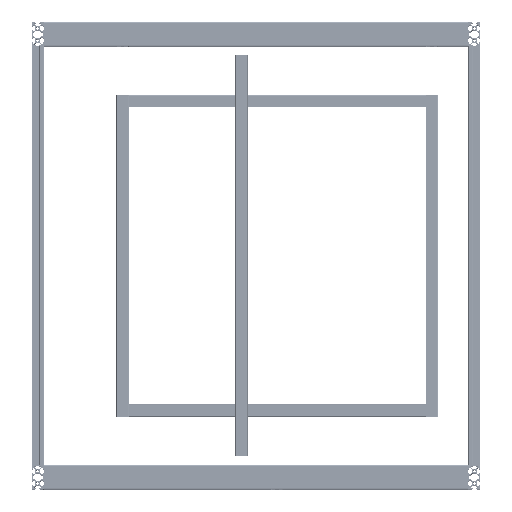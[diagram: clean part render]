
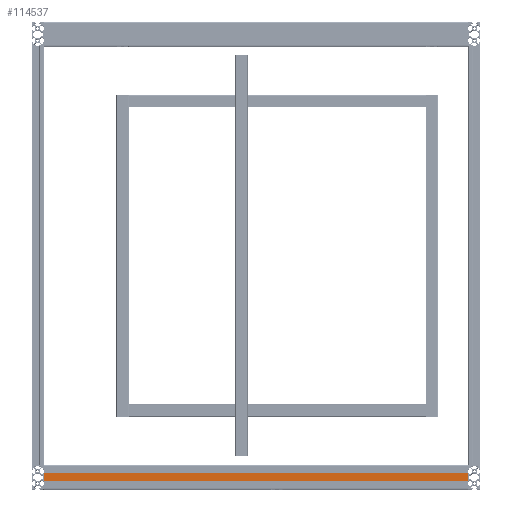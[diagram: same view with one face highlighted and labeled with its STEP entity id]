
A CAD part, top view. The second image highlights one B-rep face of the part: STEP entity #114537.
In plain terms, the highlighted planar face has unit normal (0, 0, 1).
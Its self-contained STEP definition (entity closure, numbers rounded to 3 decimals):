
#2055=PLANE('',#121497);
#6357=FACE_OUTER_BOUND('',#12398,.T.);
#12398=EDGE_LOOP('',(#91784,#91785,#91786,#91787));
#28121=LINE('',#272446,#37902);
#28192=LINE('',#272611,#37973);
#28342=LINE('',#272922,#38123);
#28369=LINE('',#272981,#38150);
#37902=VECTOR('',#137769,10.);
#37973=VECTOR('',#137864,10.);
#38123=VECTOR('',#138178,10.);
#38150=VECTOR('',#138269,10.);
#49014=VERTEX_POINT('',#272443);
#49015=VERTEX_POINT('',#272445);
#49096=VERTEX_POINT('',#272608);
#49097=VERTEX_POINT('',#272610);
#64012=EDGE_CURVE('',#49014,#49015,#28121,.T.);
#64094=EDGE_CURVE('',#49096,#49097,#28192,.F.);
#64254=EDGE_CURVE('',#49014,#49097,#28342,.T.);
#64281=EDGE_CURVE('',#49015,#49096,#28369,.T.);
#91784=ORIENTED_EDGE('',*,*,#64254,.T.);
#91785=ORIENTED_EDGE('',*,*,#64094,.F.);
#91786=ORIENTED_EDGE('',*,*,#64281,.F.);
#91787=ORIENTED_EDGE('',*,*,#64012,.F.);
#114537=ADVANCED_FACE('',(#6357),#2055,.T.);
#121497=AXIS2_PLACEMENT_3D('',#272982,#138270,#138271);
#137769=DIRECTION('',(0.,1.,0.));
#137864=DIRECTION('',(0.,1.,0.));
#138178=DIRECTION('',(1.,0.,0.));
#138269=DIRECTION('',(1.,0.,0.));
#138270=DIRECTION('center_axis',(0.,0.,
1.));
#138271=DIRECTION('ref_axis',(0.,1.,0.));
#272443=CARTESIAN_POINT('',(-385.,-716.447,770.));
#272445=CARTESIAN_POINT('',(-385.,-703.647,770.));
#272446=CARTESIAN_POINT('',(-385.,-713.247,770.));
#272608=CARTESIAN_POINT('',(315.,-703.647,770.));
#272610=CARTESIAN_POINT('',(315.,-716.447,770.));
#272611=CARTESIAN_POINT('',(315.,-713.247,770.));
#272922=CARTESIAN_POINT('',(305.,-716.447,770.));
#272981=CARTESIAN_POINT('',(305.,-703.647,770.));
#272982=CARTESIAN_POINT('Origin',(305.,-716.447,770.));
